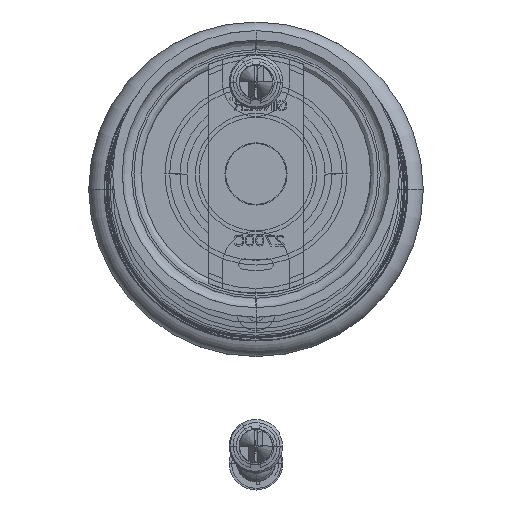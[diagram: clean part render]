
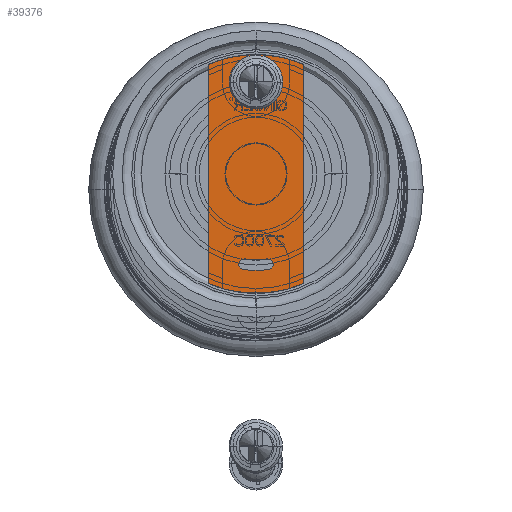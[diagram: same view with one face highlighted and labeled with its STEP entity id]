
A CAD part, top view. The second image highlights one B-rep face of the part: STEP entity #39376.
In plain terms, the highlighted face is planar.
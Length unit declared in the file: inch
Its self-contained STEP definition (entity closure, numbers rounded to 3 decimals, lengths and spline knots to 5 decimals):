
#38711=CARTESIAN_POINT('',(0.,-0.00016,0.));
#38712=DIRECTION('',(0.,0.,1.));
#38713=DIRECTION('',(0.4,0.917,0.));
#38714=AXIS2_PLACEMENT_3D('',#38711,#38712,#38713);
#38716=DIRECTION('',(0.,-1.,0.));
#38717=VECTOR('',#38716,1.804);
#38718=CARTESIAN_POINT('',(-0.39326,0.90184,0.));
#38719=LINE('',#38718,#38717);
#38720=CARTESIAN_POINT('',(0.,-0.00016,0.));
#38721=DIRECTION('',(0.,0.,1.));
#38722=DIRECTION('',(-0.4,-0.917,0.));
#38723=AXIS2_PLACEMENT_3D('',#38720,#38721,#38722);
#38725=DIRECTION('',(0.,1.,0.));
#38726=VECTOR('',#38725,1.804);
#38727=CARTESIAN_POINT('',(0.39326,-0.90216,0.));
#38728=LINE('',#38727,#38726);
#38729=CARTESIAN_POINT('',(0.,0.75,0.));
#38730=DIRECTION('',(0.,0.,1.));
#38731=DIRECTION('',(1.,0.,0.));
#38732=AXIS2_PLACEMENT_3D('',#38729,#38730,#38731);
#38734=CARTESIAN_POINT('',(0.,0.75,0.));
#38735=DIRECTION('',(0.,0.,1.));
#38736=DIRECTION('',(-1.,0.,0.));
#38737=AXIS2_PLACEMENT_3D('',#38734,#38735,#38736);
#38739=CARTESIAN_POINT('',(-0.09789,-0.74358,0.));
#38740=DIRECTION('',(0.,0.,1.));
#38741=DIRECTION('',(0.131,0.991,0.));
#38742=AXIS2_PLACEMENT_3D('',#38739,#38740,#38741);
#38744=CARTESIAN_POINT('',(0.,0.,0.));
#38745=DIRECTION('',(0.,0.,1.));
#38746=DIRECTION('',(-0.131,-0.991,0.));
#38747=AXIS2_PLACEMENT_3D('',#38744,#38745,#38746);
#38749=CARTESIAN_POINT('',(0.09789,-0.74358,0.));
#38750=DIRECTION('',(0.,0.,1.));
#38751=DIRECTION('',(0.131,-0.991,0.));
#38752=AXIS2_PLACEMENT_3D('',#38749,#38750,#38751);
#38754=CARTESIAN_POINT('',(0.,0.,0.));
#38755=DIRECTION('',(0.,0.,1.));
#38756=DIRECTION('',(-0.131,-0.991,0.));
#38757=AXIS2_PLACEMENT_3D('',#38754,#38755,#38756);
#39253=CARTESIAN_POINT('',(0.39326,0.90184,0.));
#39254=CARTESIAN_POINT('',(-0.39326,0.90184,0.));
#39255=VERTEX_POINT('',#39253);
#39256=VERTEX_POINT('',#39254);
#39257=CARTESIAN_POINT('',(-0.39326,-0.90216,0.));
#39258=VERTEX_POINT('',#39257);
#39259=CARTESIAN_POINT('',(0.39326,-0.90216,0.));
#39260=VERTEX_POINT('',#39259);
#39277=CARTESIAN_POINT('',(0.0885,0.75,0.));
#39278=CARTESIAN_POINT('',(-0.0885,0.75,0.));
#39279=VERTEX_POINT('',#39277);
#39280=VERTEX_POINT('',#39278);
#39281=CARTESIAN_POINT('',(-0.09209,-0.69946,0.));
#39282=CARTESIAN_POINT('',(-0.1037,-0.7877,0.));
#39283=VERTEX_POINT('',#39281);
#39284=VERTEX_POINT('',#39282);
#39285=CARTESIAN_POINT('',(0.1037,-0.7877,0.));
#39286=VERTEX_POINT('',#39285);
#39287=CARTESIAN_POINT('',(0.09209,-0.69946,0.));
#39288=VERTEX_POINT('',#39287);
#39345=CARTESIAN_POINT('',(0.,0.,0.));
#39346=DIRECTION('',(0.,0.,1.));
#39347=DIRECTION('',(1.,0.,0.));
#39348=AXIS2_PLACEMENT_3D('',#39345,#39346,#39347);
#39349=PLANE('',#39348);
#39351=ORIENTED_EDGE('',*,*,#39350,.T.);
#39353=ORIENTED_EDGE('',*,*,#39352,.T.);
#39355=ORIENTED_EDGE('',*,*,#39354,.T.);
#39357=ORIENTED_EDGE('',*,*,#39356,.T.);
#39358=EDGE_LOOP('',(#39351,#39353,#39355,#39357));
#39359=FACE_OUTER_BOUND('',#39358,.F.);
#39361=ORIENTED_EDGE('',*,*,#39360,.F.);
#39363=ORIENTED_EDGE('',*,*,#39362,.F.);
#39364=EDGE_LOOP('',(#39361,#39363));
#39365=FACE_BOUND('',#39364,.F.);
#39367=ORIENTED_EDGE('',*,*,#39366,.F.);
#39369=ORIENTED_EDGE('',*,*,#39368,.T.);
#39371=ORIENTED_EDGE('',*,*,#39370,.F.);
#39373=ORIENTED_EDGE('',*,*,#39372,.F.);
#39374=EDGE_LOOP('',(#39367,#39369,#39371,#39373));
#39375=FACE_BOUND('',#39374,.F.);
#39376=ADVANCED_FACE('',(#39359,#39365,#39375),#39349,.F.);
#38715=CIRCLE('',#38714,0.984);
#38724=CIRCLE('',#38723,0.984);
#38733=CIRCLE('',#38732,0.0885);
#38738=CIRCLE('',#38737,0.0885);
#38743=CIRCLE('',#38742,0.0445);
#38748=CIRCLE('',#38747,0.7055);
#38753=CIRCLE('',#38752,0.0445);
#38758=CIRCLE('',#38757,0.7945);
#39350=EDGE_CURVE('',#39255,#39256,#38715,.T.);
#39352=EDGE_CURVE('',#39256,#39258,#38719,.T.);
#39354=EDGE_CURVE('',#39258,#39260,#38724,.T.);
#39356=EDGE_CURVE('',#39260,#39255,#38728,.T.);
#39360=EDGE_CURVE('',#39279,#39280,#38733,.T.);
#39362=EDGE_CURVE('',#39280,#39279,#38738,.T.);
#39366=EDGE_CURVE('',#39283,#39284,#38743,.T.);
#39368=EDGE_CURVE('',#39283,#39288,#38748,.T.);
#39370=EDGE_CURVE('',#39286,#39288,#38753,.T.);
#39372=EDGE_CURVE('',#39284,#39286,#38758,.T.);
